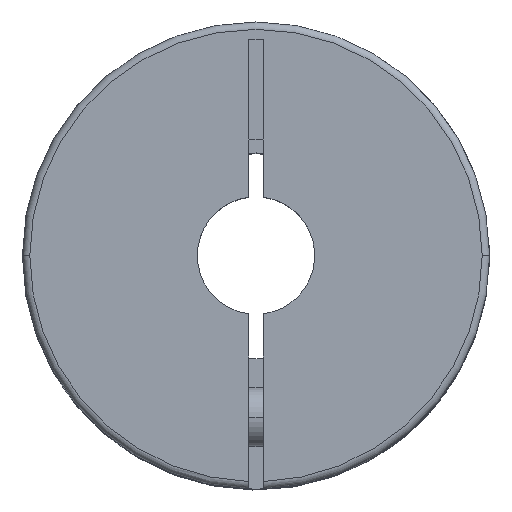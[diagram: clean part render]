
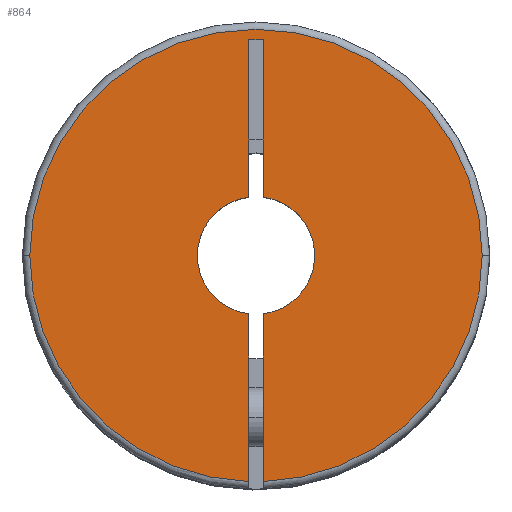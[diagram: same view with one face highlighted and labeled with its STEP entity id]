
A CAD part, top view. The second image highlights one B-rep face of the part: STEP entity #864.
In plain terms, the highlighted planar face has unit normal (0, 0, 1).
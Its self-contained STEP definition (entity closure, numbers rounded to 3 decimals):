
#48 = DIRECTION ( 'NONE',  ( 0., 0., -1. ) ) ;
#172 = CARTESIAN_POINT ( 'NONE',  ( 15.4, 0., 0. ) ) ;
#173 = DIRECTION ( 'NONE',  ( -1., 0., 0. ) ) ;
#191 = EDGE_CURVE ( 'NONE', #1874, #3402, #3220, .T. ) ;
#221 = EDGE_CURVE ( 'NONE', #646, #842, #1705, .T. ) ;
#247 = PLANE ( 'NONE',  #3656 ) ;
#269 = DIRECTION ( 'NONE',  ( 0., 0., -1. ) ) ;
#272 = CARTESIAN_POINT ( 'NONE',  ( -0.5, 14.7, 0. ) ) ;
#301 = EDGE_CURVE ( 'NONE', #3402, #2841, #2470, .T. ) ;
#393 = EDGE_CURVE ( 'NONE', #1874, #2593, #1745, .T. ) ;
#438 = CARTESIAN_POINT ( 'NONE',  ( -0.5, -15.392, 0. ) ) ;
#508 = CARTESIAN_POINT ( 'NONE',  ( 0., 0., 0. ) ) ;
#540 = FACE_OUTER_BOUND ( 'NONE', #1381, .T. ) ;
#610 = ORIENTED_EDGE ( 'NONE', *, *, #221, .F. ) ;
#615 = DIRECTION ( 'NONE',  ( -1., 0., 0. ) ) ;
#646 = VERTEX_POINT ( 'NONE', #2118 ) ;
#700 = CARTESIAN_POINT ( 'NONE',  ( -15.4, 0., 0. ) ) ;
#761 = DIRECTION ( 'NONE',  ( 0., 0., -1. ) ) ;
#816 = CARTESIAN_POINT ( 'NONE',  ( 0., 0., 0. ) ) ;
#842 = VERTEX_POINT ( 'NONE', #3883 ) ;
#864 = ADVANCED_FACE ( 'NONE', ( #540 ), #247, .F. ) ;
#882 = VERTEX_POINT ( 'NONE', #2894 ) ;
#956 = CARTESIAN_POINT ( 'NONE',  ( 0., 0., 0. ) ) ;
#977 = CARTESIAN_POINT ( 'NONE',  ( 0.5, -15.9, 0. ) ) ;
#1017 = ORIENTED_EDGE ( 'NONE', *, *, #1402, .T. ) ;
#1039 = AXIS2_PLACEMENT_3D ( 'NONE', #2134, #3621, #615 ) ;
#1054 = DIRECTION ( 'NONE',  ( 0., 1., 0. ) ) ;
#1089 = EDGE_CURVE ( 'NONE', #2273, #2841, #1709, .T. ) ;
#1092 = CARTESIAN_POINT ( 'NONE',  ( 0., 0., 0. ) ) ;
#1182 = VECTOR ( 'NONE', #3242, 1000. ) ;
#1185 = CARTESIAN_POINT ( 'NONE',  ( 0.5, 14.7, 0. ) ) ;
#1254 = VERTEX_POINT ( 'NONE', #2701 ) ;
#1295 = ORIENTED_EDGE ( 'NONE', *, *, #3056, .F. ) ;
#1381 = EDGE_LOOP ( 'NONE', ( #1500, #1467, #3660, #3811, #1852, #1295, #610, #1017, #1386, #2762, #1973 ) ) ;
#1386 = ORIENTED_EDGE ( 'NONE', *, *, #3819, .F. ) ;
#1402 = EDGE_CURVE ( 'NONE', #646, #1254, #1477, .T. ) ;
#1404 = DIRECTION ( 'NONE',  ( 0., -1., 0. ) ) ;
#1459 = VECTOR ( 'NONE', #1054, 1000. ) ;
#1467 = ORIENTED_EDGE ( 'NONE', *, *, #393, .F. ) ;
#1477 = CIRCLE ( 'NONE', #1918, 4. ) ;
#1500 = ORIENTED_EDGE ( 'NONE', *, *, #1740, .F. ) ;
#1654 = DIRECTION ( 'NONE',  ( 0., -1., 0. ) ) ;
#1705 = LINE ( 'NONE', #3186, #1459 ) ;
#1709 = LINE ( 'NONE', #3453, #3020 ) ;
#1740 = EDGE_CURVE ( 'NONE', #2593, #2840, #2177, .T. ) ;
#1745 = LINE ( 'NONE', #272, #1182 ) ;
#1768 = EDGE_CURVE ( 'NONE', #2840, #2889, #3435, .T. ) ;
#1852 = ORIENTED_EDGE ( 'NONE', *, *, #1089, .F. ) ;
#1874 = VERTEX_POINT ( 'NONE', #2813 ) ;
#1918 = AXIS2_PLACEMENT_3D ( 'NONE', #1092, #1927, #2243 ) ;
#1919 = CARTESIAN_POINT ( 'NONE',  ( -0.5, 14.7, 0. ) ) ;
#1927 = DIRECTION ( 'NONE',  ( 0., 0., -1. ) ) ;
#1973 = ORIENTED_EDGE ( 'NONE', *, *, #1768, .F. ) ;
#2060 = VECTOR ( 'NONE', #2420, 1000. ) ;
#2111 = CIRCLE ( 'NONE', #1039, 15.4 ) ;
#2118 = CARTESIAN_POINT ( 'NONE',  ( 0.5, 3.969, 0. ) ) ;
#2134 = CARTESIAN_POINT ( 'NONE',  ( 0., 0., 0. ) ) ;
#2147 = EDGE_CURVE ( 'NONE', #2889, #882, #2111, .T. ) ;
#2167 = DIRECTION ( 'NONE',  ( 0., 0., -1. ) ) ;
#2177 = CIRCLE ( 'NONE', #2363, 15.4 ) ;
#2243 = DIRECTION ( 'NONE',  ( -1., 0., 0. ) ) ;
#2273 = VERTEX_POINT ( 'NONE', #1919 ) ;
#2331 = CARTESIAN_POINT ( 'NONE',  ( -4., 0., 0. ) ) ;
#2363 = AXIS2_PLACEMENT_3D ( 'NONE', #2752, #48, #3665 ) ;
#2420 = DIRECTION ( 'NONE',  ( 0., 1., 0. ) ) ;
#2470 = CIRCLE ( 'NONE', #2849, 4. ) ;
#2593 = VERTEX_POINT ( 'NONE', #438 ) ;
#2701 = CARTESIAN_POINT ( 'NONE',  ( 0.5, -3.969, 0. ) ) ;
#2752 = CARTESIAN_POINT ( 'NONE',  ( 0., 0., 0. ) ) ;
#2762 = ORIENTED_EDGE ( 'NONE', *, *, #2147, .F. ) ;
#2813 = CARTESIAN_POINT ( 'NONE',  ( -0.5, -3.969, 0. ) ) ;
#2833 = DIRECTION ( 'NONE',  ( -1., 0., 0. ) ) ;
#2840 = VERTEX_POINT ( 'NONE', #700 ) ;
#2841 = VERTEX_POINT ( 'NONE', #3367 ) ;
#2849 = AXIS2_PLACEMENT_3D ( 'NONE', #508, #3504, #173 ) ;
#2889 = VERTEX_POINT ( 'NONE', #172 ) ;
#2894 = CARTESIAN_POINT ( 'NONE',  ( 0.5, -15.392, 0. ) ) ;
#2895 = CARTESIAN_POINT ( 'NONE',  ( 0., 0., 0. ) ) ;
#2975 = AXIS2_PLACEMENT_3D ( 'NONE', #956, #2167, #3369 ) ;
#3007 = DIRECTION ( 'NONE',  ( -1., 0., 0. ) ) ;
#3020 = VECTOR ( 'NONE', #1654, 1000. ) ;
#3051 = LINE ( 'NONE', #977, #2060 ) ;
#3056 = EDGE_CURVE ( 'NONE', #842, #2273, #3541, .T. ) ;
#3186 = CARTESIAN_POINT ( 'NONE',  ( 0.5, -15.9, 0. ) ) ;
#3220 = CIRCLE ( 'NONE', #2975, 4. ) ;
#3242 = DIRECTION ( 'NONE',  ( 0., -1., 0. ) ) ;
#3367 = CARTESIAN_POINT ( 'NONE',  ( -0.5, 3.969, 0. ) ) ;
#3369 = DIRECTION ( 'NONE',  ( -1., 0., 0. ) ) ;
#3402 = VERTEX_POINT ( 'NONE', #2331 ) ;
#3435 = CIRCLE ( 'NONE', #3692, 15.4 ) ;
#3453 = CARTESIAN_POINT ( 'NONE',  ( -0.5, 14.7, 0. ) ) ;
#3504 = DIRECTION ( 'NONE',  ( 0., 0., -1. ) ) ;
#3541 = LINE ( 'NONE', #1185, #3849 ) ;
#3621 = DIRECTION ( 'NONE',  ( 0., 0., -1. ) ) ;
#3656 = AXIS2_PLACEMENT_3D ( 'NONE', #816, #269, #1404 ) ;
#3660 = ORIENTED_EDGE ( 'NONE', *, *, #191, .T. ) ;
#3665 = DIRECTION ( 'NONE',  ( -1., 0., 0. ) ) ;
#3692 = AXIS2_PLACEMENT_3D ( 'NONE', #2895, #761, #2833 ) ;
#3811 = ORIENTED_EDGE ( 'NONE', *, *, #301, .T. ) ;
#3819 = EDGE_CURVE ( 'NONE', #882, #1254, #3051, .T. ) ;
#3849 = VECTOR ( 'NONE', #3007, 1000. ) ;
#3883 = CARTESIAN_POINT ( 'NONE',  ( 0.5, 14.7, 0. ) ) ;
